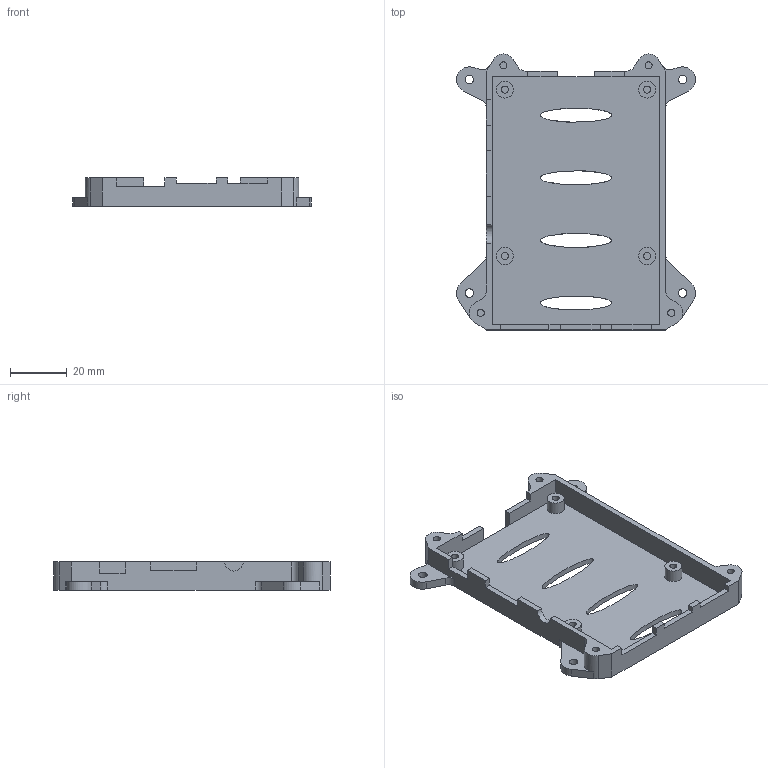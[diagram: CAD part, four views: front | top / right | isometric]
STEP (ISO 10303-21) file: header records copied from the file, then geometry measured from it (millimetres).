
FILE_DESCRIPTION(('FreeCAD Model'),'2;1');
FILE_NAME('base_carcasa_Raspberry.step','2021-02-16T15:07:23',('Author'),( ''),'Open CASCADE STEP processor 7.3','FreeCAD','Unknown');
FILE_SCHEMA(('AUTOMOTIVE_DESIGN { 1 0 10303 214 1 1 1 1 }'));
Length unit declared in the file: millimetre
Products named in the file (1): Body
Bounding box: 83.98 x 97 x 10 mm (x, y, z)
Volume: 17994.3 mm3; surface area: 18132.2 mm2
Topology: 1 solids, 1 shells, 116 faces, 310 edges, 208 vertices
Faces by surface type: plane 77, cylinder 35, extrusion 4
Full cylindrical faces by diameter (mm): 2.5 x8, 3 x4, 6 x4
Entity records: 10022 total; most frequent: CARTESIAN_POINT 3709, DIRECTION 1193, VECTOR 760, LINE 756, ORIENTED_EDGE 620, PCURVE 620, DEFINITIONAL_REPRESENTATION 620, EDGE_CURVE 310
